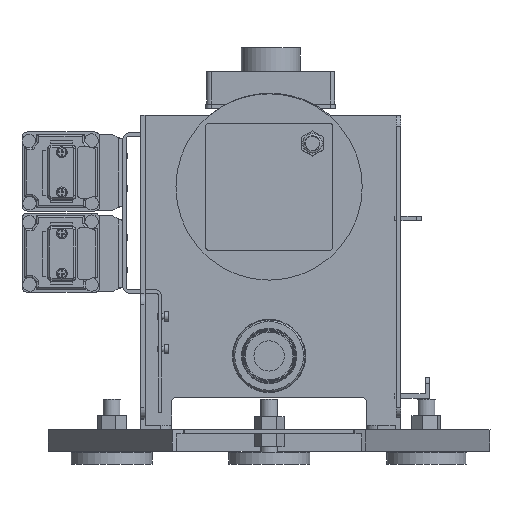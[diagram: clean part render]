
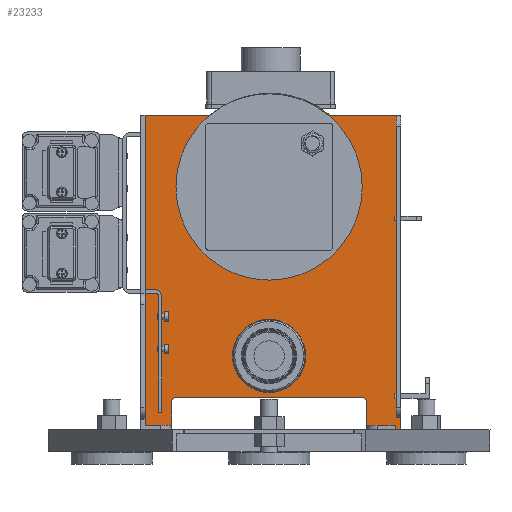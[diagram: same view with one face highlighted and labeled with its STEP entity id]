
A CAD part, front view. The second image highlights one B-rep face of the part: STEP entity #23233.
In plain terms, the highlighted planar face has unit normal (0, -1, 0).
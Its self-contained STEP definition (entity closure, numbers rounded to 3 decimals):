
#828=FACE_BOUND('',#4430,.T.);
#829=FACE_BOUND('',#4431,.T.);
#1652=CIRCLE('',#24443,32.462);
#1911=CIRCLE('',#25032,5.);
#1912=CIRCLE('',#25033,5.);
#1913=CIRCLE('',#25034,5.);
#1914=CIRCLE('',#25035,5.);
#1915=CIRCLE('',#25036,86.);
#1916=CIRCLE('',#25037,81.);
#1917=CIRCLE('',#25038,81.);
#1918=CIRCLE('',#25039,81.);
#1919=CIRCLE('',#25040,81.);
#3031=FACE_OUTER_BOUND('',#4429,.T.);
#4429=EDGE_LOOP('',(#17732,#17733,#17734,#17735,#17736,#17737,#17738,#17739,
#17740,#17741,#17742,#17743,#17744,#17745,#17746,#17747,#17748,#17749));
#4430=EDGE_LOOP('',(#17750));
#4431=EDGE_LOOP('',(#17751,#17752,#17753,#17754,#17755,#17756,#17757,#17758));
#5944=LINE('',#36322,#8149);
#5965=LINE('',#36367,#8170);
#6015=LINE('',#36493,#8220);
#6159=LINE('',#36862,#8364);
#6215=LINE('',#37016,#8420);
#6218=LINE('',#37023,#8423);
#6220=LINE('',#37030,#8425);
#6221=LINE('',#37034,#8426);
#6222=LINE('',#37038,#8427);
#6223=LINE('',#37041,#8428);
#6224=LINE('',#37043,#8429);
#6225=LINE('',#37047,#8430);
#6226=LINE('',#37048,#8431);
#6227=LINE('',#37051,#8432);
#6228=LINE('',#37055,#8433);
#6229=LINE('',#37059,#8434);
#6230=LINE('',#37063,#8435);
#8149=VECTOR('',#27769,10.);
#8170=VECTOR('',#27794,10.);
#8220=VECTOR('',#27898,10.);
#8364=VECTOR('',#28246,10.);
#8420=VECTOR('',#28398,10.);
#8423=VECTOR('',#28407,10.);
#8425=VECTOR('',#28415,10.);
#8426=VECTOR('',#28418,10.);
#8427=VECTOR('',#28421,10.);
#8428=VECTOR('',#28424,10.);
#8429=VECTOR('',#28425,10.);
#8430=VECTOR('',#28428,10.);
#8431=VECTOR('',#28429,10.);
#8432=VECTOR('',#28430,10.);
#8433=VECTOR('',#28433,10.);
#8434=VECTOR('',#28436,10.);
#8435=VECTOR('',#28439,10.);
#9942=VERTEX_POINT('',#32491);
#10447=VERTEX_POINT('',#36319);
#10448=VERTEX_POINT('',#36321);
#10469=VERTEX_POINT('',#36364);
#10470=VERTEX_POINT('',#36366);
#10519=VERTEX_POINT('',#36492);
#10641=VERTEX_POINT('',#36859);
#10642=VERTEX_POINT('',#36861);
#10692=VERTEX_POINT('',#37014);
#10694=VERTEX_POINT('',#37027);
#10695=VERTEX_POINT('',#37029);
#10696=VERTEX_POINT('',#37031);
#10697=VERTEX_POINT('',#37033);
#10698=VERTEX_POINT('',#37035);
#10699=VERTEX_POINT('',#37037);
#10700=VERTEX_POINT('',#37040);
#10701=VERTEX_POINT('',#37042);
#10702=VERTEX_POINT('',#37044);
#10703=VERTEX_POINT('',#37046);
#10704=VERTEX_POINT('',#37049);
#10705=VERTEX_POINT('',#37050);
#10706=VERTEX_POINT('',#37052);
#10707=VERTEX_POINT('',#37054);
#10708=VERTEX_POINT('',#37056);
#10709=VERTEX_POINT('',#37058);
#10710=VERTEX_POINT('',#37060);
#10711=VERTEX_POINT('',#37062);
#12206=EDGE_CURVE('',#9942,#9942,#1652,.T.);
#12941=EDGE_CURVE('',#10447,#10448,#5944,.T.);
#12964=EDGE_CURVE('',#10469,#10470,#5965,.T.);
#13026=EDGE_CURVE('',#10519,#10470,#6015,.T.);
#13208=EDGE_CURVE('',#10642,#10641,#6159,.T.);
#13286=EDGE_CURVE('',#10692,#10642,#6215,.T.);
#13290=EDGE_CURVE('',#10447,#10692,#6218,.T.);
#13292=EDGE_CURVE('',#10469,#10694,#1911,.T.);
#13293=EDGE_CURVE('',#10694,#10695,#6220,.T.);
#13294=EDGE_CURVE('',#10695,#10696,#1912,.T.);
#13295=EDGE_CURVE('',#10696,#10697,#6221,.T.);
#13296=EDGE_CURVE('',#10697,#10698,#1913,.T.);
#13297=EDGE_CURVE('',#10698,#10699,#6222,.T.);
#13298=EDGE_CURVE('',#10699,#10448,#1914,.T.);
#13299=EDGE_CURVE('',#10641,#10700,#6223,.T.);
#13300=EDGE_CURVE('',#10700,#10701,#6224,.T.);
#13301=EDGE_CURVE('',#10701,#10702,#1915,.T.);
#13302=EDGE_CURVE('',#10702,#10703,#6225,.T.);
#13303=EDGE_CURVE('',#10703,#10519,#6226,.T.);
#13304=EDGE_CURVE('',#10704,#10705,#6227,.T.);
#13305=EDGE_CURVE('',#10705,#10706,#1916,.T.);
#13306=EDGE_CURVE('',#10706,#10707,#6228,.T.);
#13307=EDGE_CURVE('',#10707,#10708,#1917,.T.);
#13308=EDGE_CURVE('',#10708,#10709,#6229,.T.);
#13309=EDGE_CURVE('',#10709,#10710,#1918,.T.);
#13310=EDGE_CURVE('',#10710,#10711,#6230,.T.);
#13311=EDGE_CURVE('',#10711,#10704,#1919,.T.);
#17732=ORIENTED_EDGE('',*,*,#13026,.T.);
#17733=ORIENTED_EDGE('',*,*,#12964,.F.);
#17734=ORIENTED_EDGE('',*,*,#13292,.T.);
#17735=ORIENTED_EDGE('',*,*,#13293,.T.);
#17736=ORIENTED_EDGE('',*,*,#13294,.T.);
#17737=ORIENTED_EDGE('',*,*,#13295,.T.);
#17738=ORIENTED_EDGE('',*,*,#13296,.T.);
#17739=ORIENTED_EDGE('',*,*,#13297,.T.);
#17740=ORIENTED_EDGE('',*,*,#13298,.T.);
#17741=ORIENTED_EDGE('',*,*,#12941,.F.);
#17742=ORIENTED_EDGE('',*,*,#13290,.T.);
#17743=ORIENTED_EDGE('',*,*,#13286,.T.);
#17744=ORIENTED_EDGE('',*,*,#13208,.T.);
#17745=ORIENTED_EDGE('',*,*,#13299,.T.);
#17746=ORIENTED_EDGE('',*,*,#13300,.T.);
#17747=ORIENTED_EDGE('',*,*,#13301,.T.);
#17748=ORIENTED_EDGE('',*,*,#13302,.T.);
#17749=ORIENTED_EDGE('',*,*,#13303,.T.);
#17750=ORIENTED_EDGE('',*,*,#12206,.T.);
#17751=ORIENTED_EDGE('',*,*,#13304,.T.);
#17752=ORIENTED_EDGE('',*,*,#13305,.T.);
#17753=ORIENTED_EDGE('',*,*,#13306,.T.);
#17754=ORIENTED_EDGE('',*,*,#13307,.T.);
#17755=ORIENTED_EDGE('',*,*,#13308,.T.);
#17756=ORIENTED_EDGE('',*,*,#13309,.T.);
#17757=ORIENTED_EDGE('',*,*,#13310,.T.);
#17758=ORIENTED_EDGE('',*,*,#13311,.T.);
#22249=PLANE('',#25031);
#23233=ADVANCED_FACE('',(#3031,#828,#829),#22249,.T.);
#24443=AXIS2_PLACEMENT_3D('',#32492,#26544,#26545);
#25031=AXIS2_PLACEMENT_3D('',#37026,#28411,#28412);
#25032=AXIS2_PLACEMENT_3D('',#37028,#28413,#28414);
#25033=AXIS2_PLACEMENT_3D('',#37032,#28416,#28417);
#25034=AXIS2_PLACEMENT_3D('',#37036,#28419,#28420);
#25035=AXIS2_PLACEMENT_3D('',#37039,#28422,#28423);
#25036=AXIS2_PLACEMENT_3D('',#37045,#28426,#28427);
#25037=AXIS2_PLACEMENT_3D('',#37053,#28431,#28432);
#25038=AXIS2_PLACEMENT_3D('',#37057,#28434,#28435);
#25039=AXIS2_PLACEMENT_3D('',#37061,#28437,#28438);
#25040=AXIS2_PLACEMENT_3D('',#37064,#28440,#28441);
#26544=DIRECTION('center_axis',(0.,1.,0.));
#26545=DIRECTION('ref_axis',(0.,0.,1.));
#27769=DIRECTION('',(-1.,0.,0.));
#27794=DIRECTION('',(-1.,0.,0.));
#27898=DIRECTION('',(0.,0.,-1.));
#28246=DIRECTION('',(0.,0.,1.));
#28398=DIRECTION('',(-1.,0.,0.));
#28407=DIRECTION('',(0.,0.,1.));
#28411=DIRECTION('center_axis',(0.,-1.,0.));
#28412=DIRECTION('ref_axis',(0.,0.,-1.));
#28413=DIRECTION('center_axis',(0.,-1.,0.));
#28414=DIRECTION('ref_axis',(-1.,0.,0.));
#28415=DIRECTION('',(0.,0.,1.));
#28416=DIRECTION('center_axis',(0.,1.,0.));
#28417=DIRECTION('ref_axis',(-1.,0.,0.));
#28418=DIRECTION('',(1.,0.,0.));
#28419=DIRECTION('center_axis',(0.,1.,0.));
#28420=DIRECTION('ref_axis',(0.,0.,1.));
#28421=DIRECTION('',(0.,0.,-1.));
#28422=DIRECTION('center_axis',(0.,-1.,0.));
#28423=DIRECTION('ref_axis',(0.,0.,1.));
#28424=DIRECTION('',(-1.,0.,0.));
#28425=DIRECTION('',(-1.,0.,0.));
#28426=DIRECTION('center_axis',(0.,-1.,0.));
#28427=DIRECTION('ref_axis',(0.649,0.,-0.76));
#28428=DIRECTION('',(-1.,0.,0.001));
#28429=DIRECTION('',(-1.,0.,0.));
#28430=DIRECTION('',(0.,0.,1.));
#28431=DIRECTION('center_axis',(0.,1.,0.));
#28432=DIRECTION('ref_axis',(0.858,0.,-0.514));
#28433=DIRECTION('',(1.,0.,0.));
#28434=DIRECTION('center_axis',(0.,1.,0.));
#28435=DIRECTION('ref_axis',(-0.514,0.,-0.858));
#28436=DIRECTION('',(0.,0.,-1.));
#28437=DIRECTION('center_axis',(0.,1.,0.));
#28438=DIRECTION('ref_axis',(-0.858,0.,0.514));
#28439=DIRECTION('',(-1.,0.,0.));
#28440=DIRECTION('center_axis',(0.,1.,0.));
#28441=DIRECTION('ref_axis',(0.514,0.,0.858));
#32491=CARTESIAN_POINT('',(0.,-200.,35.538));
#32492=CARTESIAN_POINT('Origin',(0.,-200.,68.));
#36319=CARTESIAN_POINT('',(121.5,-200.,0.));
#36321=CARTESIAN_POINT('',(91.473,-200.,0.));
#36322=CARTESIAN_POINT('',(13.152,-200.,0.));
#36364=CARTESIAN_POINT('',(-91.856,-200.,0.));
#36366=CARTESIAN_POINT('',(-114.497,-200.,0.));
#36367=CARTESIAN_POINT('',(13.152,-200.,0.));
#36492=CARTESIAN_POINT('',(-114.497,-200.,290.));
#36493=CARTESIAN_POINT('',(-114.497,-200.,142.613));
#36859=CARTESIAN_POINT('',(117.5,-200.,290.003));
#36861=CARTESIAN_POINT('',(117.5,-200.,11.165));
#36862=CARTESIAN_POINT('',(117.5,-200.,147.617));
#37014=CARTESIAN_POINT('',(121.5,-200.,11.165));
#37016=CARTESIAN_POINT('',(2.502,-200.,11.165));
#37023=CARTESIAN_POINT('',(121.5,-200.,290.003));
#37026=CARTESIAN_POINT('Origin',(-116.496,-200.,144.7));
#37027=CARTESIAN_POINT('',(-90.,-200.,3.888));
#37028=CARTESIAN_POINT('Origin',(-95.,-200.,3.888));
#37029=CARTESIAN_POINT('',(-90.,-200.,25.));
#37030=CARTESIAN_POINT('',(-90.,-200.,3.888));
#37031=CARTESIAN_POINT('',(-85.,-200.,30.));
#37032=CARTESIAN_POINT('Origin',(-85.,-200.,25.));
#37033=CARTESIAN_POINT('',(85.,-200.,30.));
#37034=CARTESIAN_POINT('',(-85.,-200.,30.));
#37035=CARTESIAN_POINT('',(90.,-200.,25.));
#37036=CARTESIAN_POINT('Origin',(85.,-200.,25.));
#37037=CARTESIAN_POINT('',(90.,-200.,3.544));
#37038=CARTESIAN_POINT('',(90.,-200.,25.));
#37039=CARTESIAN_POINT('Origin',(95.,-200.,3.544));
#37040=CARTESIAN_POINT('',(117.499,-200.,290.003));
#37041=CARTESIAN_POINT('',(117.499,-200.,290.003));
#37042=CARTESIAN_POINT('',(56.543,-200.,289.976));
#37043=CARTESIAN_POINT('',(117.499,-200.,290.003));
#37044=CARTESIAN_POINT('',(-55.148,-200.,289.964));
#37045=CARTESIAN_POINT('Origin',(0.704,-200.,224.569));
#37046=CARTESIAN_POINT('',(-114.495,-200.,290.));
#37047=CARTESIAN_POINT('',(-55.148,-200.,289.964));
#37048=CARTESIAN_POINT('',(-118.497,-200.,290.));
#37049=CARTESIAN_POINT('',(-69.5,-200.,182.398));
#37050=CARTESIAN_POINT('',(-69.5,-200.,265.602));
#37051=CARTESIAN_POINT('',(-69.5,-200.,265.602));
#37052=CARTESIAN_POINT('',(-41.602,-200.,293.5));
#37053=CARTESIAN_POINT('Origin',(0.,-200.,224.));
#37054=CARTESIAN_POINT('',(41.602,-200.,293.5));
#37055=CARTESIAN_POINT('',(41.602,-200.,293.5));
#37056=CARTESIAN_POINT('',(69.5,-200.,265.602));
#37057=CARTESIAN_POINT('Origin',(0.,-200.,224.));
#37058=CARTESIAN_POINT('',(69.5,-200.,182.398));
#37059=CARTESIAN_POINT('',(69.5,-200.,182.398));
#37060=CARTESIAN_POINT('',(41.602,-200.,154.5));
#37061=CARTESIAN_POINT('Origin',(0.,-200.,224.));
#37062=CARTESIAN_POINT('',(-41.602,-200.,154.5));
#37063=CARTESIAN_POINT('',(-41.602,-200.,154.5));
#37064=CARTESIAN_POINT('Origin',(0.,-200.,224.));
